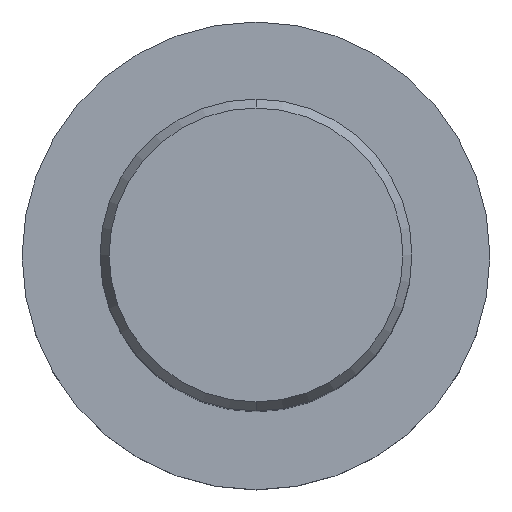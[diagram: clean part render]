
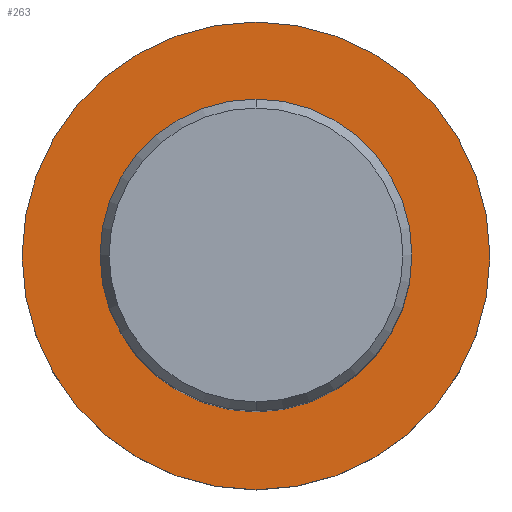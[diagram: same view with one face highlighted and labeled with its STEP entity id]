
A CAD part, top view. The second image highlights one B-rep face of the part: STEP entity #263.
In plain terms, the highlighted planar face has unit normal (0, 0, 1).
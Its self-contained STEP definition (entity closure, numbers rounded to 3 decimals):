
#263=ADVANCED_FACE('',(#684,#685),#686,.T.);
#329=VERTEX_POINT('',#755);
#397=VERTEX_POINT('',#830);
#399=EDGE_CURVE('',#329,#401,#832,.T.);
#401=VERTEX_POINT('',#834);
#485=VERTEX_POINT('',#928);
#587=EDGE_CURVE('',#397,#485,#1044,.T.);
#621=EDGE_CURVE('',#485,#397,#1080,.T.);
#629=EDGE_CURVE('',#401,#329,#1089,.T.);
#684=FACE_BOUND('',#1172,.T.);
#685=FACE_OUTER_BOUND('',#1173,.T.);
#686=PLANE('',#1174);
#755=CARTESIAN_POINT('',(0.,-20.0,-70.0));
#830=CARTESIAN_POINT('',(0.0,30.0,-70.0));
#832=CIRCLE('',#1411,20.0);
#834=CARTESIAN_POINT('',(0.0,20.0,-70.0));
#928=CARTESIAN_POINT('',(0.,-30.0,-70.0));
#1044=CIRCLE('',#1859,30.0);
#1080=CIRCLE('',#1904,30.0);
#1089=CIRCLE('',#1943,20.0);
#1172=EDGE_LOOP('',(#1984,#1985));
#1173=EDGE_LOOP('',(#1986,#1987));
#1174=AXIS2_PLACEMENT_3D('',#1988,#1989,#1990);
#1411=AXIS2_PLACEMENT_3D('',#2144,#2145,#2146);
#1859=AXIS2_PLACEMENT_3D('',#2438,#2439,#2440);
#1904=AXIS2_PLACEMENT_3D('',#2466,#2467,#2468);
#1943=AXIS2_PLACEMENT_3D('',#2477,#2478,#2479);
#1984=ORIENTED_EDGE('',*,*,#629,.T.);
#1985=ORIENTED_EDGE('',*,*,#399,.T.);
#1986=ORIENTED_EDGE('',*,*,#587,.F.);
#1987=ORIENTED_EDGE('',*,*,#621,.F.);
#1988=CARTESIAN_POINT('',(0.0,15.0,-70.0));
#1989=DIRECTION('',(-0.0,0.0,1.0));
#1990=DIRECTION('',(0.0,-1.0,0.0));
#2144=CARTESIAN_POINT('',(0.0,0.0,-70.0));
#2145=DIRECTION('',(-0.0,0.0,-1.0));
#2146=DIRECTION('',(0.0,1.0,0.0));
#2438=CARTESIAN_POINT('',(0.0,0.0,-70.0));
#2439=DIRECTION('',(0.0,0.0,-1.0));
#2440=DIRECTION('',(0.0,1.0,0.0));
#2466=CARTESIAN_POINT('',(0.0,0.0,-70.0));
#2467=DIRECTION('',(0.0,0.0,-1.0));
#2468=DIRECTION('',(0.0,1.0,0.0));
#2477=CARTESIAN_POINT('',(0.0,0.0,-70.0));
#2478=DIRECTION('',(-0.0,0.0,-1.0));
#2479=DIRECTION('',(0.0,1.0,0.0));
